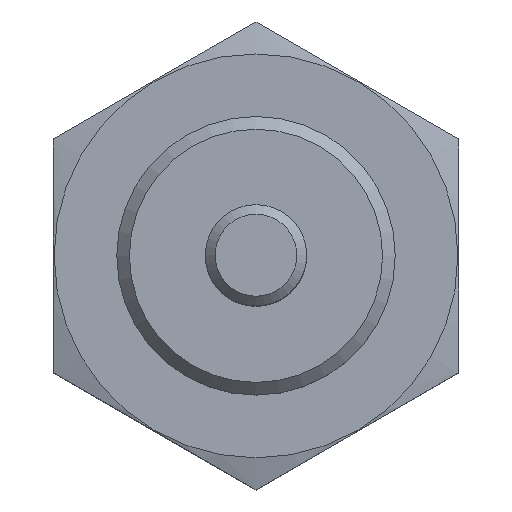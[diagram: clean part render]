
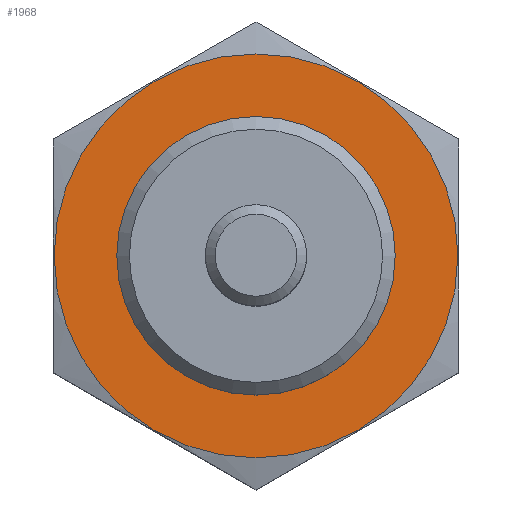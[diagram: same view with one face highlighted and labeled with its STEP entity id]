
A CAD part, top view. The second image highlights one B-rep face of the part: STEP entity #1968.
In plain terms, the highlighted face is planar.
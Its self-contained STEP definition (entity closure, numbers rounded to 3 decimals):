
#242=PLANE('',#2146);
#574=ORIENTED_EDGE('',*,*,#818,.F.);
#575=ORIENTED_EDGE('',*,*,#819,.T.);
#818=EDGE_CURVE('',#974,#974,#1078,.T.);
#819=EDGE_CURVE('',#975,#975,#1079,.T.);
#974=VERTEX_POINT('',#3033);
#975=VERTEX_POINT('',#3035);
#1078=CIRCLE('',#2147,15.95);
#1079=CIRCLE('',#2148,11.);
#1197=EDGE_LOOP('',(#574));
#1198=EDGE_LOOP('',(#575));
#1342=FACE_BOUND('',#1197,.T.);
#1343=FACE_BOUND('',#1198,.T.);
#1968=ADVANCED_FACE('',(#1342,#1343),#242,.F.);
#2146=AXIS2_PLACEMENT_3D('',#3031,#2527,#2528);
#2147=AXIS2_PLACEMENT_3D('',#3032,#2529,#2530);
#2148=AXIS2_PLACEMENT_3D('',#3034,#2531,#2532);
#2527=DIRECTION('',(0.,-1.,0.));
#2528=DIRECTION('',(0.,0.,-1.));
#2529=DIRECTION('',(0.,-1.,0.));
#2530=DIRECTION('',(0.,0.,-1.));
#2531=DIRECTION('',(0.,-1.,0.));
#2532=DIRECTION('',(0.,0.,-1.));
#3031=CARTESIAN_POINT('',(0.,0.,0.));
#3032=CARTESIAN_POINT('',(0.,0.,0.));
#3033=CARTESIAN_POINT('',(0.,0.,-15.95));
#3034=CARTESIAN_POINT('',(0.,0.,0.));
#3035=CARTESIAN_POINT('',(0.,0.,-11.));
